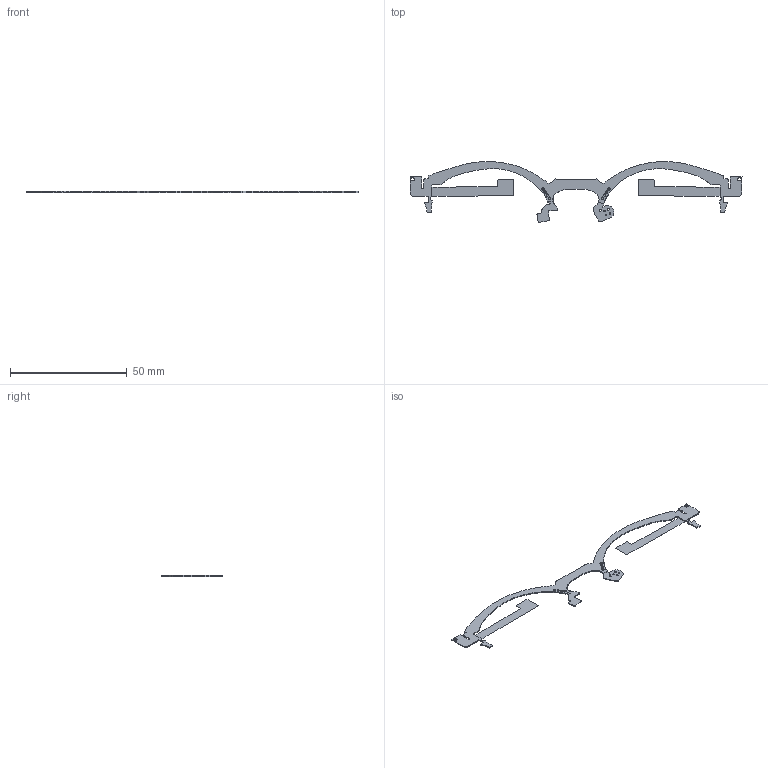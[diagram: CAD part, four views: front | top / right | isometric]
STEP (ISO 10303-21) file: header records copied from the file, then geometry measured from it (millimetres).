
FILE_DESCRIPTION (( 'STEP AP214' ), '1' );
FILE_NAME ('flex_v2_outline.STEP', '2021-04-16T02:27:46', ( '' ), ( '' ), 'SwSTEP 2.0', 'SolidWorks 2019', '' );
FILE_SCHEMA (( 'AUTOMOTIVE_DESIGN' ));
Length unit declared in the file: millimetre
Products named in the file (1): flex_v2_outline
Bounding box: 142.01 x 25.92 x 0.43 mm (x, y, z)
Volume: 319.6 mm3; surface area: 2382.7 mm2
Topology: 2 solids, 2 shells, 640 faces, 1881 edges, 1253 vertices
Faces by surface type: plane 573, cylinder 67
Entity records: 27986 total; most frequent: CARTESIAN_POINT 3778, ORIENTED_EDGE 3762, DIRECTION 3296, EDGE_CURVE 1881, LINE 1746, VECTOR 1746, VERTEX_POINT 1253, AXIS2_PLACEMENT_3D 775
